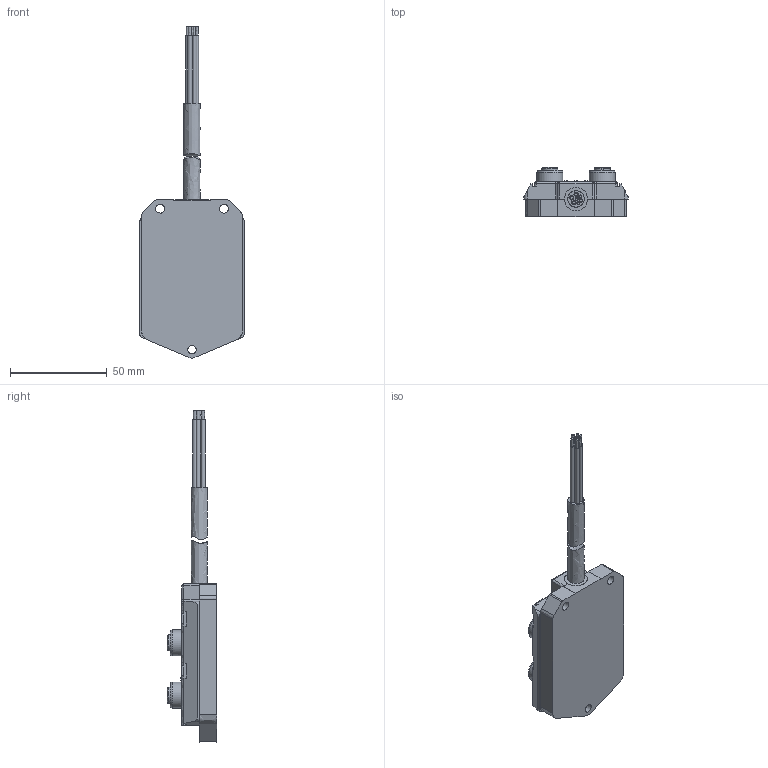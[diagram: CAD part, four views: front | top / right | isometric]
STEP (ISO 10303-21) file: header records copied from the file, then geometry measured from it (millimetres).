
FILE_DESCRIPTION( ('This file contains a STEP AP42 implementation' ,'as created by ZW3D STEP Interface translator.') ,'2;1' );
FILE_NAME( 'ASTR4-5-4XX-30XX.stp' ,'211222.1146 8', (''), ('ZWCAD Software Co.'), 'Version 1.0', 'ZW3D to STEP translator', '' );
FILE_SCHEMA(('AUTOMOTIVE_DESIGN'));
Length unit declared in the file: millimetre
Products named in the file (2): 0; ASTR4-5-4XX-30XX
Bounding box: 54 x 25.5 x 171.74 mm (x, y, z)
Volume: 69641.3 mm3; surface area: 20183.2 mm2
Topology: 2 solids, 2 shells, 617 faces, 1592 edges, 1075 vertices
Faces by surface type: bspline 617
Entity records: 28474 total; most frequent: CARTESIAN_POINT 18240, ORIENTED_EDGE 3176, EDGE_CURVE 1588, B_SPLINE_CURVE_WITH_KNOTS 1264, VERTEX_POINT 1076, EDGE_LOOP 724, FACE_OUTER_BOUND 617, ADVANCED_FACE 617
